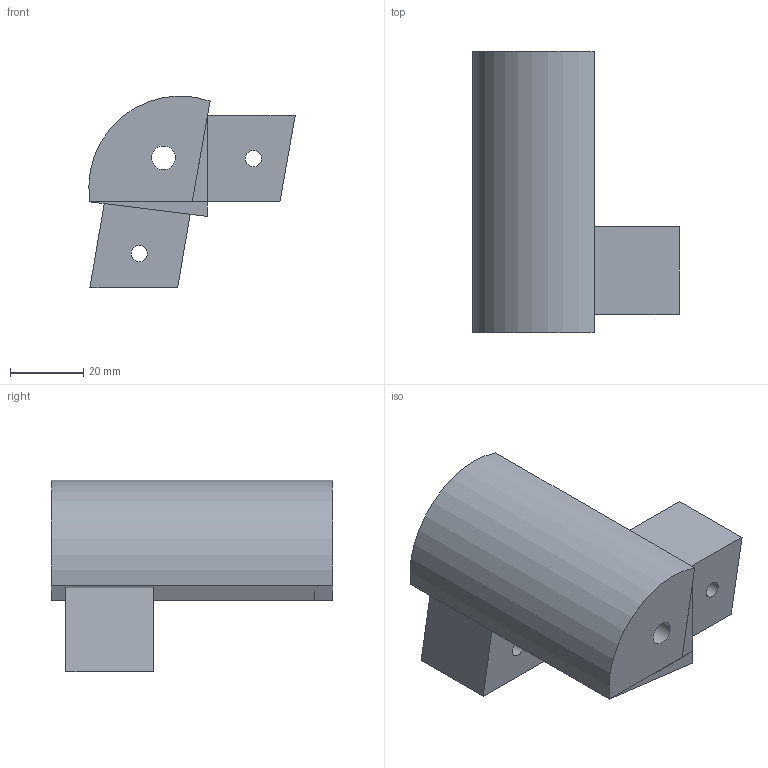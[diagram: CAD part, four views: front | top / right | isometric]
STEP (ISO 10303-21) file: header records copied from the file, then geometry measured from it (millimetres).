
FILE_DESCRIPTION(/* description */ (''),/* implementation_level */ '2;1');
FILE_NAME(/* name */ '100deg_Joint_Mirror.prt.step',/* time_stamp */ '2021-10-28T10:50:54+01:00',/* author */ (''),/* organization */ (''),/* preprocessor_version */ 'ST-DEVELOPER v15',/* originating_system */ 'SIEMENS PLM Software NX 9.0',/* authorisation */ '');
FILE_SCHEMA (('AUTOMOTIVE_DESIGN { 1 0 10303 214 3 1 1 1 }'));
Length unit declared in the file: millimetre
Products named in the file (1): 100deg_Joint_Mirror
Bounding box: 56.48 x 77 x 52.52 mm (x, y, z)
Volume: 90817.2 mm3; surface area: 28516.1 mm2
Topology: 7 solids, 7 shells, 40 faces, 79 edges, 53 vertices
Faces by surface type: plane 36, cylinder 4
Full cylindrical faces by diameter (mm): 4.5 x2, 6.5 x1
Entity records: 1061 total; most frequent: CARTESIAN_POINT 168, DIRECTION 165, ORIENTED_EDGE 150, EDGE_CURVE 75, LINE 67, VECTOR 67, VERTEX_POINT 52, EDGE_LOOP 49
